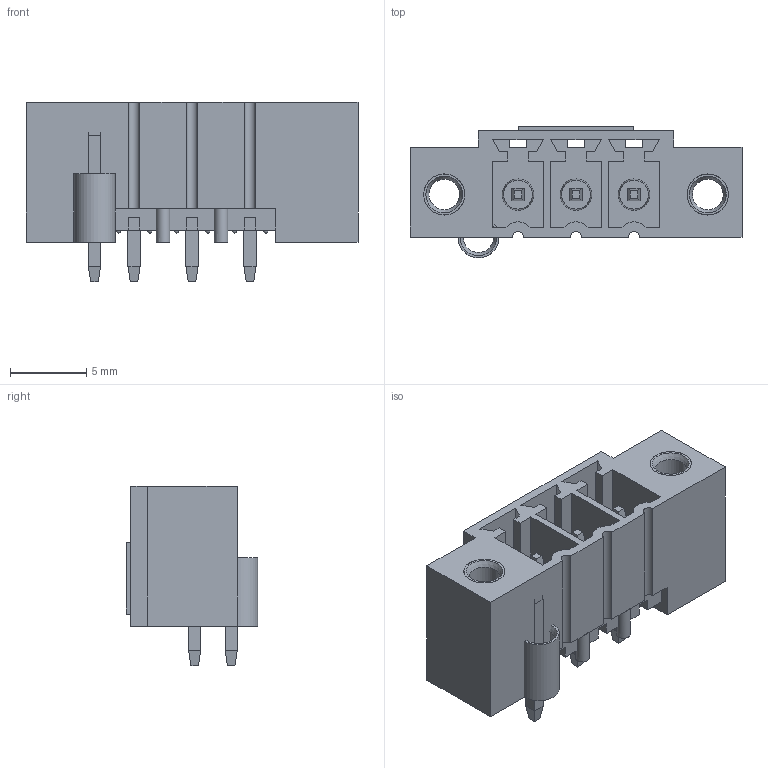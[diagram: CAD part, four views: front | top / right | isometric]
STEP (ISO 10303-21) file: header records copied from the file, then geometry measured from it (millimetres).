
FILE_DESCRIPTION( ( 'Unknown' ), '1' );
FILE_NAME( '691701320003B.stp', 'Unknown', ( 'Unknown' ), ( 'Unknown' ), 'PSStep 14.0', 'Unknown', ' ' );
FILE_SCHEMA( ( 'AUTOMOTIVE_DESIGN { 1 0 10303 214 1 1 1 1 }' ) );
Length unit declared in the file: millimetre
Products named in the file (4): Assem1; Thread; Pin_Straight 3.81mm; 3
Bounding box: 21.82 x 8.65 x 11.8 mm (x, y, z)
Volume: 1631.3 mm3; surface area: 3339.4 mm2
Topology: 9 solids, 9 shells, 379 faces, 1006 edges, 659 vertices
Faces by surface type: plane 316, cylinder 42, sphere 12, cone 9
Full cylindrical faces by diameter (mm): 0.3 x12, 0.9 x8, 2.013 x3, 2.7 x7
Entity records: 6612 total; most frequent: CARTESIAN_POINT 906, ORIENTED_EDGE 862, DIRECTION 842, EDGE_CURVE 431, LINE 380, VECTOR 380, VERTEX_POINT 295, AXIS2_PLACEMENT_3D 231
